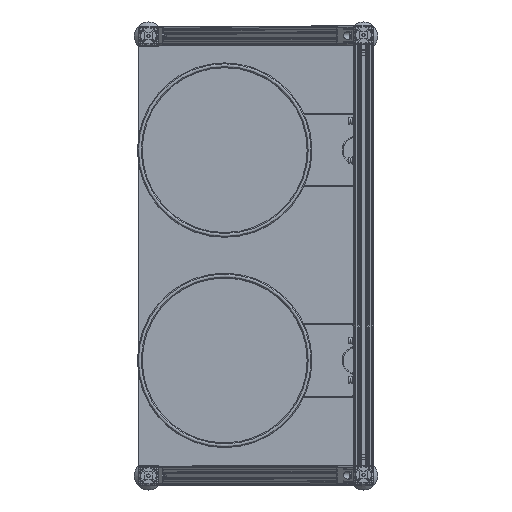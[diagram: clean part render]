
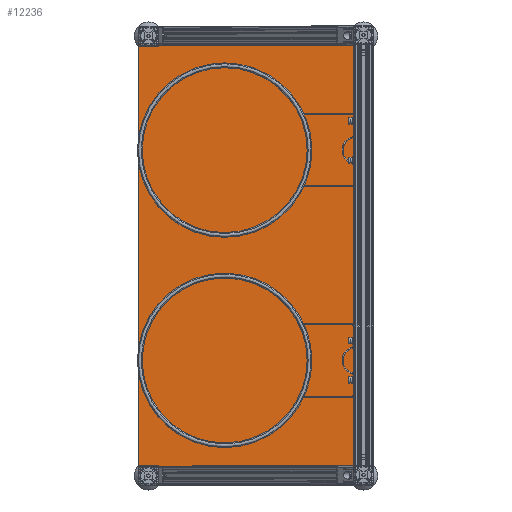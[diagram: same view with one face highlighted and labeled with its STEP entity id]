
A CAD part, top view. The second image highlights one B-rep face of the part: STEP entity #12236.
In plain terms, the highlighted planar face has unit normal (0, 0, 1).
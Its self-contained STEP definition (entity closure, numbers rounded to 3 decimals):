
#12236=ADVANCED_FACE('',(#18429),#18430,.T.);
#18429=FACE_OUTER_BOUND('',#26440,.T.);
#18430=PLANE('',#26441);
#26440=EDGE_LOOP('',(#37941,#37942,#37943,#37944,#37945,#37946,#37947,#37948,#37949,#37950,#37951,#37952,#37953,#37954,#37955,#37956));
#26441=AXIS2_PLACEMENT_3D('',#37957,#37958,#37959);
#37941=ORIENTED_EDGE('',*,*,#57274,.F.);
#37942=ORIENTED_EDGE('',*,*,#57257,.F.);
#37943=ORIENTED_EDGE('',*,*,#57275,.F.);
#37944=ORIENTED_EDGE('',*,*,#57276,.F.);
#37945=ORIENTED_EDGE('',*,*,#57277,.F.);
#37946=ORIENTED_EDGE('',*,*,#57267,.F.);
#37947=ORIENTED_EDGE('',*,*,#57278,.F.);
#37948=ORIENTED_EDGE('',*,*,#57279,.F.);
#37949=ORIENTED_EDGE('',*,*,#57280,.F.);
#37950=ORIENTED_EDGE('',*,*,#57271,.F.);
#37951=ORIENTED_EDGE('',*,*,#57281,.F.);
#37952=ORIENTED_EDGE('',*,*,#57282,.F.);
#37953=ORIENTED_EDGE('',*,*,#57283,.F.);
#37954=ORIENTED_EDGE('',*,*,#57261,.F.);
#37955=ORIENTED_EDGE('',*,*,#57284,.F.);
#37956=ORIENTED_EDGE('',*,*,#57285,.F.);
#37957=CARTESIAN_POINT('',(-225.,0.,30.));
#37958=DIRECTION('',(0.0,0.0,1.0));
#37959=DIRECTION('',(1.0,0.0,0.0));
#57257=EDGE_CURVE('',#67491,#67487,#67493,.T.);
#57261=EDGE_CURVE('',#67498,#67500,#67501,.T.);
#57267=EDGE_CURVE('',#67509,#67505,#67511,.T.);
#57271=EDGE_CURVE('',#67516,#67518,#67519,.T.);
#57274=EDGE_CURVE('',#67487,#67522,#67523,.T.);
#57275=EDGE_CURVE('',#67524,#67491,#67525,.T.);
#57276=EDGE_CURVE('',#67526,#67524,#67527,.T.);
#57277=EDGE_CURVE('',#67505,#67526,#67528,.T.);
#57278=EDGE_CURVE('',#67529,#67509,#67530,.T.);
#57279=EDGE_CURVE('',#67531,#67529,#67532,.T.);
#57280=EDGE_CURVE('',#67518,#67531,#67533,.T.);
#57281=EDGE_CURVE('',#67534,#67516,#67535,.T.);
#57282=EDGE_CURVE('',#67536,#67534,#67537,.T.);
#57283=EDGE_CURVE('',#67500,#67536,#67538,.T.);
#57284=EDGE_CURVE('',#67539,#67498,#67540,.T.);
#57285=EDGE_CURVE('',#67522,#67539,#67541,.T.);
#67487=VERTEX_POINT('',#82871);
#67491=VERTEX_POINT('',#82877);
#67493=LINE('',#82880,#82881);
#67498=VERTEX_POINT('',#82887);
#67500=VERTEX_POINT('',#82890);
#67501=LINE('',#82891,#82892);
#67505=VERTEX_POINT('',#82897);
#67509=VERTEX_POINT('',#82903);
#67511=LINE('',#82906,#82907);
#67516=VERTEX_POINT('',#82913);
#67518=VERTEX_POINT('',#82916);
#67519=LINE('',#82917,#82918);
#67522=VERTEX_POINT('',#82922);
#67523=LINE('',#82923,#82924);
#67524=VERTEX_POINT('',#82925);
#67525=LINE('',#82926,#82927);
#67526=VERTEX_POINT('',#82928);
#67527=CIRCLE('',#82929,4.0);
#67528=LINE('',#82930,#82931);
#67529=VERTEX_POINT('',#82932);
#67530=LINE('',#82933,#82934);
#67531=VERTEX_POINT('',#82935);
#67532=CIRCLE('',#82936,4.0);
#67533=LINE('',#82937,#82938);
#67534=VERTEX_POINT('',#82939);
#67535=LINE('',#82940,#82941);
#67536=VERTEX_POINT('',#82942);
#67537=CIRCLE('',#82943,4.0);
#67538=LINE('',#82944,#82945);
#67539=VERTEX_POINT('',#82946);
#67540=LINE('',#82947,#82948);
#67541=CIRCLE('',#82949,4.0);
#82871=CARTESIAN_POINT('',(-22.,480.,30.));
#82877=CARTESIAN_POINT('',(-428.,480.,30.));
#82880=CARTESIAN_POINT('',(-225.,480.,30.));
#82881=VECTOR('',#100502,1.0);
#82887=CARTESIAN_POINT('',(20.,438.,30.));
#82890=CARTESIAN_POINT('',(20.,-438.,30.));
#82891=CARTESIAN_POINT('',(20.,0.,30.));
#82892=VECTOR('',#100505,1.0);
#82897=CARTESIAN_POINT('',(-470.,438.,30.));
#82903=CARTESIAN_POINT('',(-470.,-438.,30.));
#82906=CARTESIAN_POINT('',(-470.,0.,30.));
#82907=VECTOR('',#100510,1.0);
#82913=CARTESIAN_POINT('',(-22.,-480.,30.));
#82916=CARTESIAN_POINT('',(-428.,-480.,30.));
#82917=CARTESIAN_POINT('',(-225.,-480.,30.));
#82918=VECTOR('',#100513,1.0);
#82922=CARTESIAN_POINT('',(-22.,442.,30.));
#82923=CARTESIAN_POINT('',(-22.,0.,30.));
#82924=VECTOR('',#100515,1.0);
#82925=CARTESIAN_POINT('',(-428.,442.,30.));
#82926=CARTESIAN_POINT('',(-428.,0.,30.));
#82927=VECTOR('',#100516,1.0);
#82928=CARTESIAN_POINT('',(-432.,438.,30.));
#82929=AXIS2_PLACEMENT_3D('',#100517,#100518,#100519);
#82930=CARTESIAN_POINT('',(-225.,438.,30.));
#82931=VECTOR('',#100520,1.0);
#82932=CARTESIAN_POINT('',(-432.,-438.,30.));
#82933=CARTESIAN_POINT('',(-225.,-438.,30.));
#82934=VECTOR('',#100521,1.0);
#82935=CARTESIAN_POINT('',(-428.,-442.,30.));
#82936=AXIS2_PLACEMENT_3D('',#100522,#100523,#100524);
#82937=CARTESIAN_POINT('',(-428.,0.,30.));
#82938=VECTOR('',#100525,1.0);
#82939=CARTESIAN_POINT('',(-22.,-442.,30.));
#82940=CARTESIAN_POINT('',(-22.,0.,30.));
#82941=VECTOR('',#100526,1.0);
#82942=CARTESIAN_POINT('',(-18.,-438.,30.));
#82943=AXIS2_PLACEMENT_3D('',#100527,#100528,#100529);
#82944=CARTESIAN_POINT('',(-225.,-438.,30.));
#82945=VECTOR('',#100530,1.0);
#82946=CARTESIAN_POINT('',(-18.,438.,30.));
#82947=CARTESIAN_POINT('',(-225.,438.,30.));
#82948=VECTOR('',#100531,1.0);
#82949=AXIS2_PLACEMENT_3D('',#100532,#100533,#100534);
#100502=DIRECTION('',(1.0,0.0,0.0));
#100505=DIRECTION('',(0.0,-1.0,0.0));
#100510=DIRECTION('',(0.0,1.0,0.0));
#100513=DIRECTION('',(-1.0,0.0,0.0));
#100515=DIRECTION('',(0.,-1.0,0.0));
#100516=DIRECTION('',(0.,1.0,0.0));
#100517=CARTESIAN_POINT('',(-432.,442.,30.));
#100518=DIRECTION('',(0.0,0.0,1.0));
#100519=DIRECTION('',(1.0,0.0,0.0));
#100520=DIRECTION('',(1.0,0.0,0.0));
#100521=DIRECTION('',(-1.0,0.,0.0));
#100522=CARTESIAN_POINT('',(-432.,-442.,30.));
#100523=DIRECTION('',(0.0,0.0,1.0));
#100524=DIRECTION('',(1.0,0.0,0.0));
#100525=DIRECTION('',(0.,1.0,0.0));
#100526=DIRECTION('',(0.,-1.0,0.0));
#100527=CARTESIAN_POINT('',(-18.,-442.,30.));
#100528=DIRECTION('',(0.0,0.0,1.0));
#100529=DIRECTION('',(1.0,0.0,0.0));
#100530=DIRECTION('',(-1.0,0.,0.0));
#100531=DIRECTION('',(1.0,0.0,0.0));
#100532=CARTESIAN_POINT('',(-18.,442.,30.));
#100533=DIRECTION('',(0.0,0.0,1.0));
#100534=DIRECTION('',(1.0,0.0,0.0));
